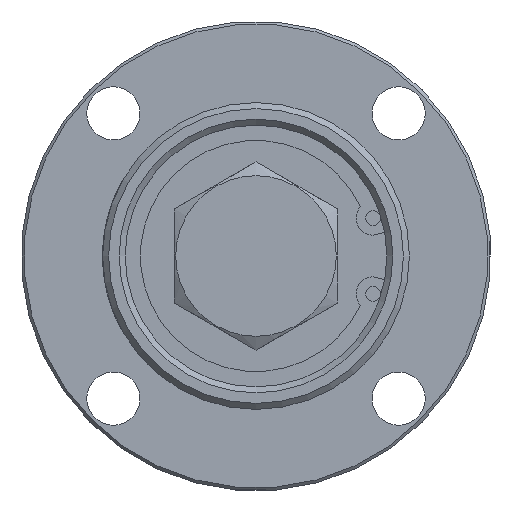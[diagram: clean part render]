
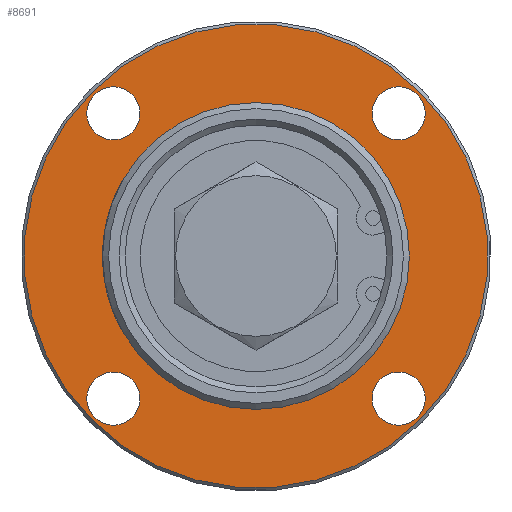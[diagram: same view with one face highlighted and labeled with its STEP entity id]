
A CAD part, left-side view. The second image highlights one B-rep face of the part: STEP entity #8691.
In plain terms, the highlighted planar face has unit normal (-1, 0, 0).
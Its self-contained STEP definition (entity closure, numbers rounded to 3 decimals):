
#387=FACE_BOUND('',#2937,.T.);
#388=FACE_BOUND('',#2938,.T.);
#389=FACE_BOUND('',#2939,.T.);
#390=FACE_BOUND('',#2940,.T.);
#391=FACE_BOUND('',#2941,.T.);
#563=PLANE('',#9318);
#2403=FACE_OUTER_BOUND('',#2936,.T.);
#2936=EDGE_LOOP('',(#7695));
#2937=EDGE_LOOP('',(#7696));
#2938=EDGE_LOOP('',(#7697));
#2939=EDGE_LOOP('',(#7698));
#2940=EDGE_LOOP('',(#7699));
#2941=EDGE_LOOP('',(#7700));
#3292=CIRCLE('',#9319,31.05);
#3293=CIRCLE('',#9320,3.55);
#3294=CIRCLE('',#9321,3.55);
#3295=CIRCLE('',#9322,3.55);
#3296=CIRCLE('',#9323,3.55);
#3297=CIRCLE('',#9324,20.135);
#4132=VERTEX_POINT('',#60833);
#4133=VERTEX_POINT('',#60835);
#4134=VERTEX_POINT('',#60837);
#4135=VERTEX_POINT('',#60839);
#4136=VERTEX_POINT('',#60841);
#4137=VERTEX_POINT('',#60843);
#5355=EDGE_CURVE('',#4132,#4132,#3292,.T.);
#5356=EDGE_CURVE('',#4133,#4133,#3293,.T.);
#5357=EDGE_CURVE('',#4134,#4134,#3294,.T.);
#5358=EDGE_CURVE('',#4135,#4135,#3295,.T.);
#5359=EDGE_CURVE('',#4136,#4136,#3296,.T.);
#5360=EDGE_CURVE('',#4137,#4137,#3297,.T.);
#7695=ORIENTED_EDGE('',*,*,#5355,.F.);
#7696=ORIENTED_EDGE('',*,*,#5356,.T.);
#7697=ORIENTED_EDGE('',*,*,#5357,.T.);
#7698=ORIENTED_EDGE('',*,*,#5358,.T.);
#7699=ORIENTED_EDGE('',*,*,#5359,.T.);
#7700=ORIENTED_EDGE('',*,*,#5360,.F.);
#8691=ADVANCED_FACE('',(#2403,#387,#388,#389,#390,#391),#563,.F.);
#9318=AXIS2_PLACEMENT_3D('',#60832,#10979,#10980);
#9319=AXIS2_PLACEMENT_3D('',#60834,#10981,#10982);
#9320=AXIS2_PLACEMENT_3D('',#60836,#10983,#10984);
#9321=AXIS2_PLACEMENT_3D('',#60838,#10985,#10986);
#9322=AXIS2_PLACEMENT_3D('',#60840,#10987,#10988);
#9323=AXIS2_PLACEMENT_3D('',#60842,#10989,#10990);
#9324=AXIS2_PLACEMENT_3D('',#60844,#10991,#10992);
#10979=DIRECTION('center_axis',(1.,0.,0.));
#10980=DIRECTION('ref_axis',(0.,0.707,0.707));
#10981=DIRECTION('center_axis',(1.,0.,0.));
#10982=DIRECTION('ref_axis',(0.,-0.707,-0.707));
#10983=DIRECTION('center_axis',(1.,0.,0.));
#10984=DIRECTION('ref_axis',(0.,0.707,0.707));
#10985=DIRECTION('center_axis',(1.,0.,0.));
#10986=DIRECTION('ref_axis',(0.,-0.707,0.707));
#10987=DIRECTION('center_axis',(1.,0.,0.));
#10988=DIRECTION('ref_axis',(0.,-0.707,-0.707));
#10989=DIRECTION('center_axis',(1.,0.,0.));
#10990=DIRECTION('ref_axis',(0.,0.707,-0.707));
#10991=DIRECTION('center_axis',(-1.,0.,0.));
#10992=DIRECTION('ref_axis',(0.,-1.,0.));
#60832=CARTESIAN_POINT('Origin',(33.4,0.,0.));
#60833=CARTESIAN_POINT('',(33.4,21.956,21.956));
#60834=CARTESIAN_POINT('Origin',(33.4,0.,0.));
#60835=CARTESIAN_POINT('',(33.4,-21.602,16.582));
#60836=CARTESIAN_POINT('Origin',(33.4,-19.092,19.092));
#60837=CARTESIAN_POINT('',(33.4,-16.582,-21.602));
#60838=CARTESIAN_POINT('Origin',(33.4,-19.092,-19.092));
#60839=CARTESIAN_POINT('',(33.4,21.602,-16.582));
#60840=CARTESIAN_POINT('Origin',(33.4,19.092,-19.092));
#60841=CARTESIAN_POINT('',(33.4,16.582,21.602));
#60842=CARTESIAN_POINT('Origin',(33.4,19.092,19.092));
#60843=CARTESIAN_POINT('',(33.4,20.135,0.));
#60844=CARTESIAN_POINT('Origin',(33.4,0.,0.));
